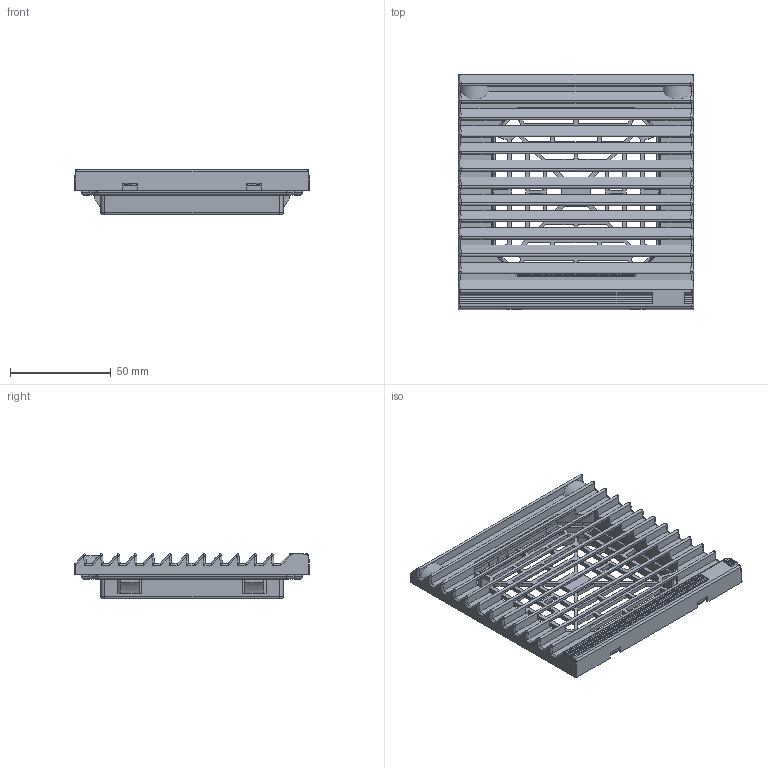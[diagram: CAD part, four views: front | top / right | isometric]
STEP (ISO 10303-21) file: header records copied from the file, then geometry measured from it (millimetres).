
FILE_DESCRIPTION (( 'STEP AP203' ), '1' );
FILE_NAME ('LFG92.stp', '2021-01-14T21:26:42', ( '' ), ( '' ), 'SwSTEP 2.0', 'SolidWorks 2018', '' );
FILE_SCHEMA (( 'CONFIG_CONTROL_DESIGN' ));
Length unit declared in the file: millimetre
Products named in the file (1): LFG92
Bounding box: 116.5 x 116.5 x 22.7 mm (x, y, z)
Volume: 63309.5 mm3; surface area: 82074.3 mm2
Topology: 3 solids, 3 shells, 1233 faces, 3416 edges, 2129 vertices
Faces by surface type: plane 762, cylinder 383, bspline 74, torus 8, cone 6
Entity records: 46520 total; most frequent: CARTESIAN_POINT 16147, ORIENTED_EDGE 6808, DIRECTION 5588, EDGE_CURVE 3404, VECTOR 2428, LINE 2428, VERTEX_POINT 2129, AXIS2_PLACEMENT_3D 1580
